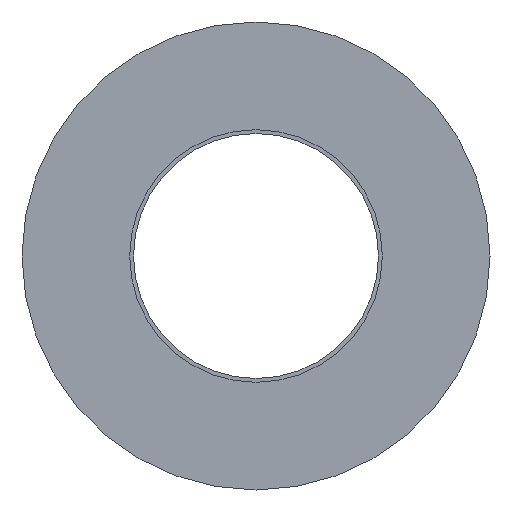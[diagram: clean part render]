
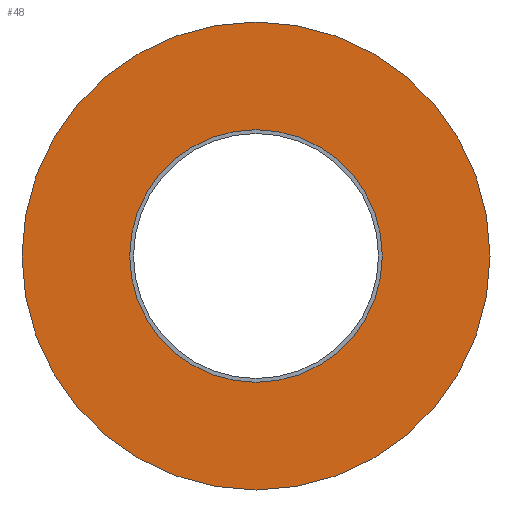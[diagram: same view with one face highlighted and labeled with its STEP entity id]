
A CAD part, front view. The second image highlights one B-rep face of the part: STEP entity #48.
In plain terms, the highlighted planar face has unit normal (0, -1, 0).
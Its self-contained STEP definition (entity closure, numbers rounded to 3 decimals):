
#27 = AXIS2_PLACEMENT_3D ( 'NONE', #270, #271, #272 ) ;
#29 = AXIS2_PLACEMENT_3D ( 'NONE', #249, #250, #251 ) ;
#37 = CIRCLE ( 'NONE', #85, 8.1 ) ;
#44 = AXIS2_PLACEMENT_3D ( 'NONE', #238, #221, #235 ) ;
#46 = FACE_OUTER_BOUND ( 'NONE', #154, .T. ) ;
#48 = ADVANCED_FACE ( 'NONE', ( #78, #46 ), #256, .F. ) ;
#58 = EDGE_CURVE ( 'NONE', #121, #242, #37, .T. ) ;
#75 = EDGE_CURVE ( 'NONE', #157, #159, #382, .T. ) ;
#78 = FACE_BOUND ( 'NONE', #123, .T. ) ;
#85 = AXIS2_PLACEMENT_3D ( 'NONE', #339, #100, #99 ) ;
#99 = DIRECTION ( 'NONE',  ( 0., 0., -1. ) ) ;
#100 = DIRECTION ( 'NONE',  ( 0., -1., 0. ) ) ;
#121 = VERTEX_POINT ( 'NONE', #179 ) ;
#123 = EDGE_LOOP ( 'NONE', ( #160, #162 ) ) ;
#154 = EDGE_LOOP ( 'NONE', ( #163, #165 ) ) ;
#157 = VERTEX_POINT ( 'NONE', #349 ) ;
#159 = VERTEX_POINT ( 'NONE', #322 ) ;
#160 = ORIENTED_EDGE ( 'NONE', *, *, #424, .F. ) ;
#162 = ORIENTED_EDGE ( 'NONE', *, *, #58, .F. ) ;
#163 = ORIENTED_EDGE ( 'NONE', *, *, #75, .T. ) ;
#165 = ORIENTED_EDGE ( 'NONE', *, *, #420, .T. ) ;
#179 = CARTESIAN_POINT ( 'NONE',  ( 0., 0., 8.1 ) ) ;
#195 = CARTESIAN_POINT ( 'NONE',  ( 0., 0., -8.1 ) ) ;
#221 = DIRECTION ( 'NONE',  ( 0., -1., 0. ) ) ;
#235 = DIRECTION ( 'NONE',  ( 0., 0., -1. ) ) ;
#238 = CARTESIAN_POINT ( 'NONE',  ( 0., 0., 0. ) ) ;
#242 = VERTEX_POINT ( 'NONE', #195 ) ;
#249 = CARTESIAN_POINT ( 'NONE',  ( 0., 0., 0. ) ) ;
#250 = DIRECTION ( 'NONE',  ( 0., -1., 0. ) ) ;
#251 = DIRECTION ( 'NONE',  ( 0., 0., -1. ) ) ;
#254 = DIRECTION ( 'NONE',  ( 0., 0., 1. ) ) ;
#256 = PLANE ( 'NONE',  #400 ) ;
#258 = DIRECTION ( 'NONE',  ( 0., 1., 0. ) ) ;
#270 = CARTESIAN_POINT ( 'NONE',  ( 0., 0., 0. ) ) ;
#271 = DIRECTION ( 'NONE',  ( 0., -1., 0. ) ) ;
#272 = DIRECTION ( 'NONE',  ( 0., 0., -1. ) ) ;
#279 = CARTESIAN_POINT ( 'NONE',  ( 0., 0., 8.1 ) ) ;
#322 = CARTESIAN_POINT ( 'NONE',  ( 0., 0., 15. ) ) ;
#339 = CARTESIAN_POINT ( 'NONE',  ( 0., 0., 0. ) ) ;
#349 = CARTESIAN_POINT ( 'NONE',  ( 0., 0., -15. ) ) ;
#378 = CIRCLE ( 'NONE', #27, 8.1 ) ;
#382 = CIRCLE ( 'NONE', #44, 15. ) ;
#386 = CIRCLE ( 'NONE', #29, 15. ) ;
#400 = AXIS2_PLACEMENT_3D ( 'NONE', #279, #258, #254 ) ;
#420 = EDGE_CURVE ( 'NONE', #159, #157, #386, .T. ) ;
#424 = EDGE_CURVE ( 'NONE', #242, #121, #378, .T. ) ;
